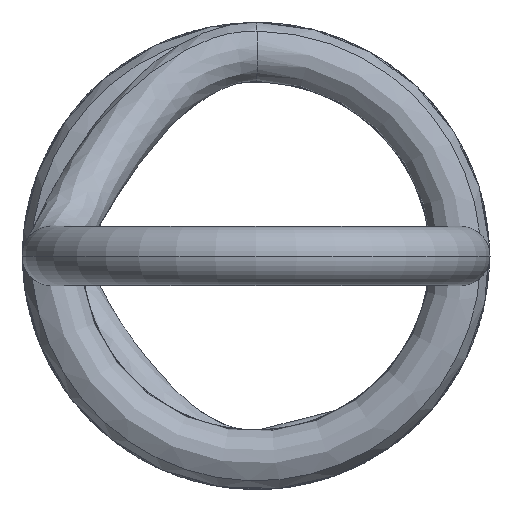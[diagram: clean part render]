
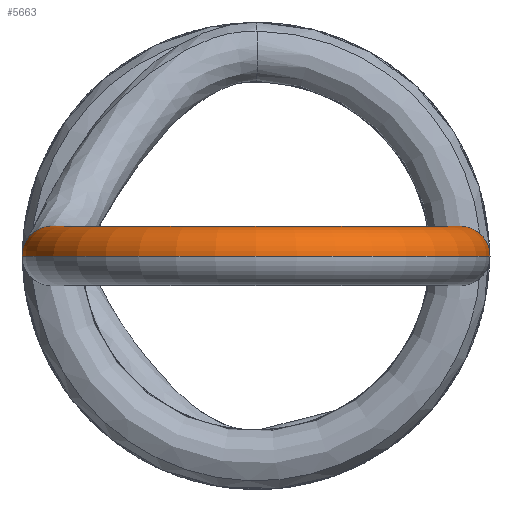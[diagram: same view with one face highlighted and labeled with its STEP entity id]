
A CAD part, left-side view. The second image highlights one B-rep face of the part: STEP entity #5663.
In plain terms, the highlighted toroidal (fillet/blend) face has major radius 0.699 mm and minor radius 0.102 mm.
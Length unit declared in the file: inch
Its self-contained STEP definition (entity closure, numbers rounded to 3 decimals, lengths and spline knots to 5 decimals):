
#190 = ORIENTED_EDGE ( 'NONE', *, *, #5022, .F. ) ;
#204 = ORIENTED_EDGE ( 'NONE', *, *, #5427, .T. ) ;
#433 = CARTESIAN_POINT ( 'NONE',  ( -0.0935, 0.0315, 0. ) ) ;
#460 = DIRECTION ( 'NONE',  ( 1., 0., 0. ) ) ;
#717 = EDGE_LOOP ( 'NONE', ( #190, #4964, #204, #5547 ) ) ;
#964 = CARTESIAN_POINT ( 'NONE',  ( -0.0935, -0.0235, 0. ) ) ;
#1010 = CARTESIAN_POINT ( 'NONE',  ( -0.0935, -0.0315, 0. ) ) ;
#1138 = VERTEX_POINT ( 'NONE', #1010 ) ;
#2042 = CARTESIAN_POINT ( 'NONE',  ( -0.0935, 0., 0. ) ) ;
#2104 = TOROIDAL_SURFACE ( 'NONE', #4503, 0.0275, 0.004 ) ;
#2424 = DIRECTION ( 'NONE',  ( 0., 0., 1. ) ) ;
#2566 = DIRECTION ( 'NONE',  ( 1., 0., 0. ) ) ;
#2619 = DIRECTION ( 'NONE',  ( -1., 0., 0. ) ) ;
#2638 = EDGE_CURVE ( 'NONE', #4514, #1138, #4249, .T. ) ;
#3042 = CIRCLE ( 'NONE', #4631, 0.0235 ) ;
#3197 = DIRECTION ( 'NONE',  ( 1., 0., 0. ) ) ;
#3273 = AXIS2_PLACEMENT_3D ( 'NONE', #5692, #2424, #6248 ) ;
#3579 = FACE_OUTER_BOUND ( 'NONE', #717, .T. ) ;
#3704 = CARTESIAN_POINT ( 'NONE',  ( -0.0935, 0.0275, 0. ) ) ;
#3874 = AXIS2_PLACEMENT_3D ( 'NONE', #3704, #460, #4243 ) ;
#4070 = CIRCLE ( 'NONE', #3874, 0.004 ) ;
#4243 = DIRECTION ( 'NONE',  ( 0., 1., 0. ) ) ;
#4249 = CIRCLE ( 'NONE', #3273, 0.0315 ) ;
#4503 = AXIS2_PLACEMENT_3D ( 'NONE', #4835, #5381, #3197 ) ;
#4514 = VERTEX_POINT ( 'NONE', #433 ) ;
#4593 = VERTEX_POINT ( 'NONE', #964 ) ;
#4631 = AXIS2_PLACEMENT_3D ( 'NONE', #2042, #5823, #2566 ) ;
#4773 = EDGE_CURVE ( 'NONE', #6111, #4593, #3042, .T. ) ;
#4835 = CARTESIAN_POINT ( 'NONE',  ( -0.0935, 0., 0. ) ) ;
#4865 = CIRCLE ( 'NONE', #5326, 0.004 ) ;
#4964 = ORIENTED_EDGE ( 'NONE', *, *, #2638, .T. ) ;
#5022 = EDGE_CURVE ( 'NONE', #4514, #6111, #4070, .T. ) ;
#5326 = AXIS2_PLACEMENT_3D ( 'NONE', #5880, #2619, #6444 ) ;
#5381 = DIRECTION ( 'NONE',  ( 0., 0., 1. ) ) ;
#5427 = EDGE_CURVE ( 'NONE', #1138, #4593, #4865, .T. ) ;
#5547 = ORIENTED_EDGE ( 'NONE', *, *, #4773, .F. ) ;
#5663 = ADVANCED_FACE ( 'NONE', ( #3579 ), #2104, .T. ) ;
#5692 = CARTESIAN_POINT ( 'NONE',  ( -0.0935, 0., 0. ) ) ;
#5823 = DIRECTION ( 'NONE',  ( 0., 0., 1. ) ) ;
#5880 = CARTESIAN_POINT ( 'NONE',  ( -0.0935, -0.0275, 0. ) ) ;
#6111 = VERTEX_POINT ( 'NONE', #6261 ) ;
#6248 = DIRECTION ( 'NONE',  ( 1., 0., 0. ) ) ;
#6261 = CARTESIAN_POINT ( 'NONE',  ( -0.0935, 0.0235, 0. ) ) ;
#6444 = DIRECTION ( 'NONE',  ( 0., -1., 0. ) ) ;
